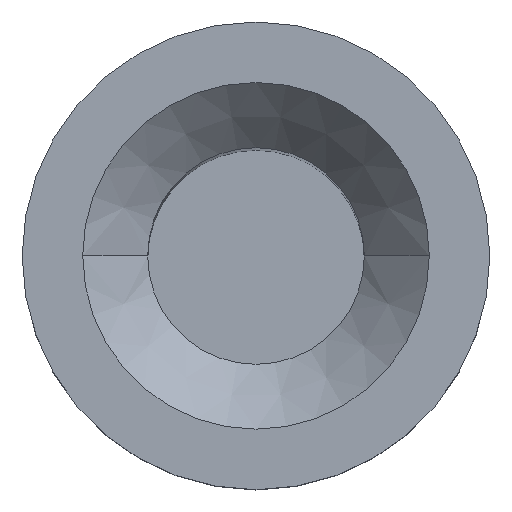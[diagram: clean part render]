
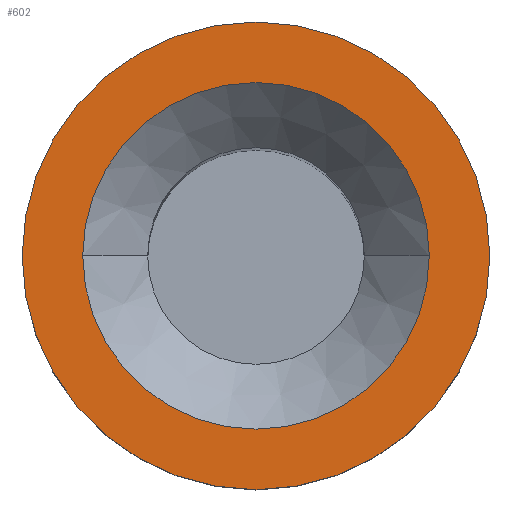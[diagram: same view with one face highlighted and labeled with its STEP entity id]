
A CAD part, top view. The second image highlights one B-rep face of the part: STEP entity #602.
In plain terms, the highlighted planar face has unit normal (0, 0, 1).
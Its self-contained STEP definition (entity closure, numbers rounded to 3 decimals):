
#366=CARTESIAN_POINT('',(1.08,0.,7.72));
#367=VERTEX_POINT('',#366);
#376=CARTESIAN_POINT('',(-1.08,0.,7.72));
#377=VERTEX_POINT('',#376);
#378=CARTESIAN_POINT('',(0.0,0.,7.72));
#379=DIRECTION('',(0.0,0.0,1.0));
#380=DIRECTION('',(1.0,0.0,0.0));
#381=AXIS2_PLACEMENT_3D('',#378,#379,#380);
#382=CIRCLE('',#381,1.08);
#383=EDGE_CURVE('',#377,#367,#382,.T.);
#514=CARTESIAN_POINT('',(-0.8,0.,7.72));
#515=VERTEX_POINT('',#514);
#529=CARTESIAN_POINT('',(0.8,0.,7.72));
#530=VERTEX_POINT('',#529);
#537=CARTESIAN_POINT('',(0.0,0.,7.72));
#538=DIRECTION('',(0.0,0.0,1.0));
#539=DIRECTION('',(-1.0,0.0,0.0));
#540=AXIS2_PLACEMENT_3D('',#537,#538,#539);
#541=CIRCLE('',#540,0.8);
#542=EDGE_CURVE('',#530,#515,#541,.T.);
#553=CARTESIAN_POINT('',(0.0,0.,7.72));
#554=DIRECTION('',(0.0,0.0,1.0));
#555=DIRECTION('',(-1.0,0.0,0.0));
#556=AXIS2_PLACEMENT_3D('',#553,#554,#555);
#557=CIRCLE('',#556,0.8);
#558=EDGE_CURVE('',#515,#530,#557,.T.);
#583=CARTESIAN_POINT('',(0.0,0.,7.72));
#584=DIRECTION('',(0.0,0.0,1.0));
#585=DIRECTION('',(1.0,0.0,0.0));
#586=AXIS2_PLACEMENT_3D('',#583,#584,#585);
#587=PLANE('',#586);
#588=CARTESIAN_POINT('',(0.0,0.,7.72));
#589=DIRECTION('',(0.0,0.0,1.0));
#590=DIRECTION('',(1.0,0.0,0.0));
#591=AXIS2_PLACEMENT_3D('',#588,#589,#590);
#592=CIRCLE('',#591,1.08);
#593=EDGE_CURVE('',#367,#377,#592,.T.);
#594=ORIENTED_EDGE('',*,*,#593,.T.);
#595=ORIENTED_EDGE('',*,*,#383,.T.);
#596=EDGE_LOOP('',(#594,#595));
#597=FACE_OUTER_BOUND('',#596,.T.);
#598=ORIENTED_EDGE('',*,*,#542,.F.);
#599=ORIENTED_EDGE('',*,*,#558,.F.);
#600=EDGE_LOOP('',(#598,#599));
#601=FACE_BOUND('',#600,.T.);
#602=ADVANCED_FACE('',(#597,#601),#587,.T.);
